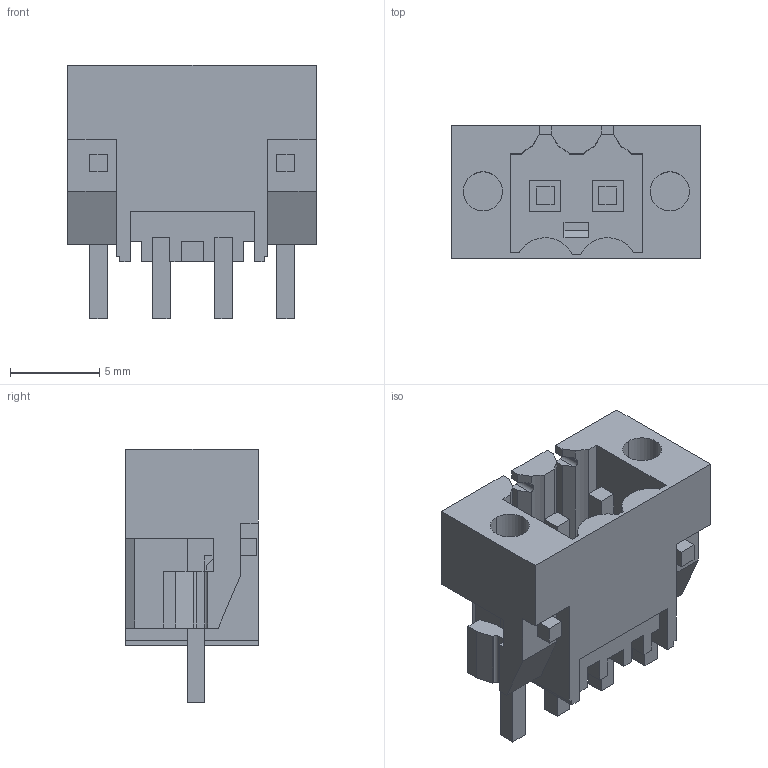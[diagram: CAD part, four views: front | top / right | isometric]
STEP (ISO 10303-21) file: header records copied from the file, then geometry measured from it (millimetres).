
FILE_DESCRIPTION(('CATIA V5 STEP Exchange','CAx-IF Rec.Pracs.--- Model Styling and Organization---1.2---2011-12-15'),'2;1');
FILE_NAME ('D1457269_0_1842540000_1842540000.stp','2018-03-13T14:58:59+00:00',('none'),('Weidmueller'),'CATIA Version 5-6 Release 2014','CATIA V5 STEP AP214','none');
FILE_SCHEMA(('AUTOMOTIVE_DESIGN { 1 0 10303 214 1 1 1 1 }'));
Length unit declared in the file: millimetre
Products named in the file (1): 1842540000
Bounding box: 13.95 x 7.45 x 14.25 mm (x, y, z)
Volume: 590.7 mm3; surface area: 1343.8 mm2
Topology: 5 solids, 5 shells, 261 faces, 733 edges, 487 vertices
Faces by surface type: plane 239, cylinder 22
Entity records: 8335 total; most frequent: CARTESIAN_POINT 1512, ORIENTED_EDGE 1466, DIRECTION 1157, EDGE_CURVE 733, VECTOR 681, LINE 681, VERTEX_POINT 487, EDGE_LOOP 274
